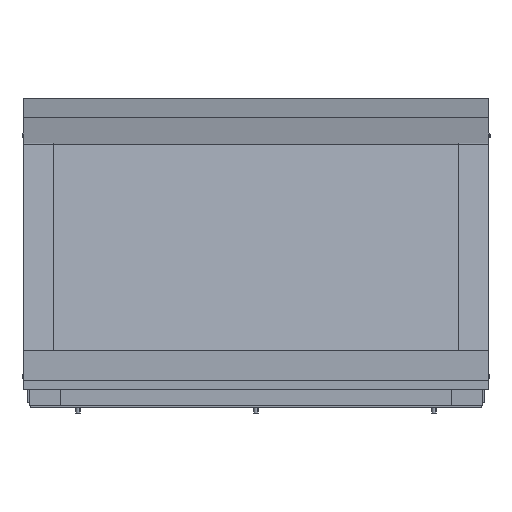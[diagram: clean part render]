
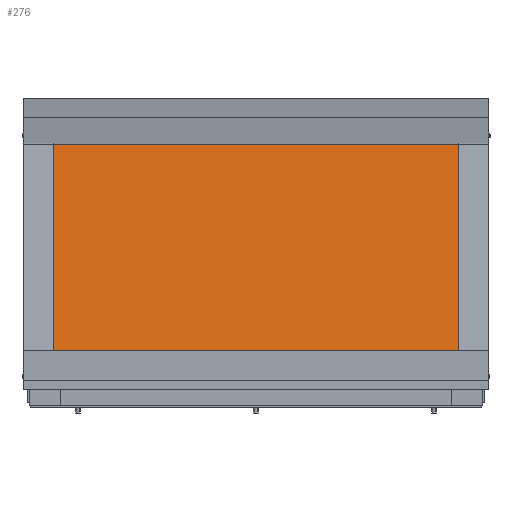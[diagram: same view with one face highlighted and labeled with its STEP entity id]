
A CAD part, front view. The second image highlights one B-rep face of the part: STEP entity #276.
In plain terms, the highlighted face is planar.
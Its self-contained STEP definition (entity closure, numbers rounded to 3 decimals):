
#129 = CARTESIAN_POINT ( 'NONE',  ( -193.5, -14.5, 99. ) ) ;
#165 = LINE ( 'NONE', #3811, #4270 ) ;
#276 = ADVANCED_FACE ( 'NONE', ( #1898 ), #3521, .T. ) ;
#419 = EDGE_CURVE ( 'NONE', #1933, #4893, #3683, .T. ) ;
#753 = CARTESIAN_POINT ( 'NONE',  ( 193.5, -14.5, -99. ) ) ;
#790 = CARTESIAN_POINT ( 'NONE',  ( 193.5, -14.5, 99. ) ) ;
#847 = DIRECTION ( 'NONE',  ( 0., 0., 1. ) ) ;
#850 = DIRECTION ( 'NONE',  ( -1., 0., 0. ) ) ;
#1070 = VERTEX_POINT ( 'NONE', #129 ) ;
#1532 = VERTEX_POINT ( 'NONE', #3689 ) ;
#1898 = FACE_OUTER_BOUND ( 'NONE', #2511, .T. ) ;
#1933 = VERTEX_POINT ( 'NONE', #4212 ) ;
#2089 = ORIENTED_EDGE ( 'NONE', *, *, #419, .F. ) ;
#2511 = EDGE_LOOP ( 'NONE', ( #2089, #5795, #4961, #5739 ) ) ;
#2804 = CARTESIAN_POINT ( 'NONE',  ( -193.5, -14.5, -99. ) ) ;
#3229 = AXIS2_PLACEMENT_3D ( 'NONE', #753, #6123, #4705 ) ;
#3517 = VECTOR ( 'NONE', #4809, 1000. ) ;
#3521 = PLANE ( 'NONE',  #3229 ) ;
#3683 = LINE ( 'NONE', #790, #3517 ) ;
#3689 = CARTESIAN_POINT ( 'NONE',  ( -193.5, -14.5, -99. ) ) ;
#3794 = EDGE_CURVE ( 'NONE', #4893, #1532, #4074, .T. ) ;
#3811 = CARTESIAN_POINT ( 'NONE',  ( -193.5, -14.5, 99. ) ) ;
#3891 = DIRECTION ( 'NONE',  ( 1., 0., 0. ) ) ;
#4074 = LINE ( 'NONE', #2804, #4288 ) ;
#4212 = CARTESIAN_POINT ( 'NONE',  ( 193.5, -14.5, 99. ) ) ;
#4270 = VECTOR ( 'NONE', #847, 1000. ) ;
#4288 = VECTOR ( 'NONE', #850, 1000. ) ;
#4404 = VECTOR ( 'NONE', #3891, 1000. ) ;
#4705 = DIRECTION ( 'NONE',  ( 0., 0., -1. ) ) ;
#4796 = EDGE_CURVE ( 'NONE', #1532, #1070, #165, .T. ) ;
#4809 = DIRECTION ( 'NONE',  ( 0., 0., -1. ) ) ;
#4893 = VERTEX_POINT ( 'NONE', #5130 ) ;
#4961 = ORIENTED_EDGE ( 'NONE', *, *, #4796, .F. ) ;
#5130 = CARTESIAN_POINT ( 'NONE',  ( 193.5, -14.5, -99. ) ) ;
#5392 = EDGE_CURVE ( 'NONE', #1070, #1933, #5715, .T. ) ;
#5715 = LINE ( 'NONE', #5839, #4404 ) ;
#5739 = ORIENTED_EDGE ( 'NONE', *, *, #3794, .F. ) ;
#5795 = ORIENTED_EDGE ( 'NONE', *, *, #5392, .F. ) ;
#5839 = CARTESIAN_POINT ( 'NONE',  ( -193.5, -14.5, 99. ) ) ;
#6123 = DIRECTION ( 'NONE',  ( 0., -1., 0. ) ) ;
